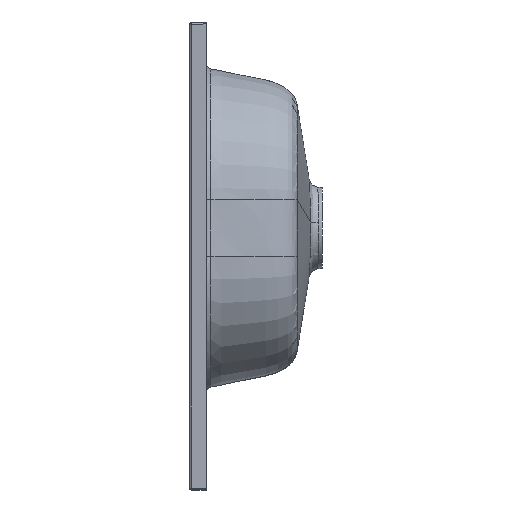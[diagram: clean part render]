
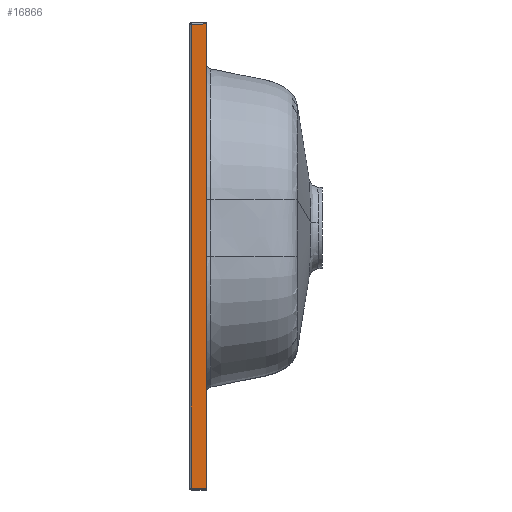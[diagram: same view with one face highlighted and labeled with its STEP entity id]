
A CAD part, left-side view. The second image highlights one B-rep face of the part: STEP entity #16866.
In plain terms, the highlighted planar face has unit normal (-0.999, 0.035, 0).
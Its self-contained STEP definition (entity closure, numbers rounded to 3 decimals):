
#1013 = DIRECTION ( 'NONE',  ( 0.035, 0.999, -0.035 ) ) ;
#1266 = LINE ( 'NONE', #19669, #29181 ) ;
#4083 = ORIENTED_EDGE ( 'NONE', *, *, #9343, .T. ) ;
#5643 = EDGE_CURVE ( 'NONE', #21671, #11632, #21833, .T. ) ;
#5983 = DIRECTION ( 'NONE',  ( -0.035, -0.999, 0. ) ) ;
#7746 = EDGE_LOOP ( 'NONE', ( #23226, #34595, #4083, #25297 ) ) ;
#8030 = EDGE_CURVE ( 'NONE', #15562, #11632, #30006, .T. ) ;
#8800 = DIRECTION ( 'NONE',  ( 0., 0., -1. ) ) ;
#8973 = DIRECTION ( 'NONE',  ( -0.035, -0.999, 0. ) ) ;
#9343 = EDGE_CURVE ( 'NONE', #15820, #15562, #1266, .T. ) ;
#11632 = VERTEX_POINT ( 'NONE', #22962 ) ;
#11959 = PLANE ( 'NONE',  #13510 ) ;
#12299 = CARTESIAN_POINT ( 'NONE',  ( -949.51, 0., 249.755 ) ) ;
#12379 = VECTOR ( 'NONE', #5983, 1000. ) ;
#13510 = AXIS2_PLACEMENT_3D ( 'NONE', #12299, #14407, #8973 ) ;
#14407 = DIRECTION ( 'NONE',  ( -0.999, 0.035, 0. ) ) ;
#15562 = VERTEX_POINT ( 'NONE', #16510 ) ;
#15820 = VERTEX_POINT ( 'NONE', #22111 ) ;
#16510 = CARTESIAN_POINT ( 'NONE',  ( -949.577, -1.93, -247.755 ) ) ;
#16743 = DIRECTION ( 'NONE',  ( 0., 0., -1. ) ) ;
#16866 = ADVANCED_FACE ( 'NONE', ( #22982 ), #11959, .T. ) ;
#19140 = CARTESIAN_POINT ( 'NONE',  ( -949.51, 0., -247.755 ) ) ;
#19669 = CARTESIAN_POINT ( 'NONE',  ( -949.577, -1.93, 249.755 ) ) ;
#20510 = EDGE_CURVE ( 'NONE', #21671, #15820, #27653, .T. ) ;
#20934 = VECTOR ( 'NONE', #16743, 1000. ) ;
#21671 = VERTEX_POINT ( 'NONE', #33593 ) ;
#21833 = LINE ( 'NONE', #29892, #20934 ) ;
#21926 = VECTOR ( 'NONE', #1013, 1000. ) ;
#22111 = CARTESIAN_POINT ( 'NONE',  ( -949.577, -1.93, 247.824 ) ) ;
#22962 = CARTESIAN_POINT ( 'NONE',  ( -950.139, -18., -247.755 ) ) ;
#22982 = FACE_OUTER_BOUND ( 'NONE', #7746, .T. ) ;
#23226 = ORIENTED_EDGE ( 'NONE', *, *, #5643, .F. ) ;
#25297 = ORIENTED_EDGE ( 'NONE', *, *, #8030, .T. ) ;
#27653 = LINE ( 'NONE', #30273, #21926 ) ;
#29181 = VECTOR ( 'NONE', #8800, 1000. ) ;
#29892 = CARTESIAN_POINT ( 'NONE',  ( -950.139, -18., 249.755 ) ) ;
#30006 = LINE ( 'NONE', #19140, #12379 ) ;
#30273 = CARTESIAN_POINT ( 'NONE',  ( -949.512, -0.07, 247.759 ) ) ;
#33593 = CARTESIAN_POINT ( 'NONE',  ( -950.139, -18., 248.385 ) ) ;
#34595 = ORIENTED_EDGE ( 'NONE', *, *, #20510, .T. ) ;
